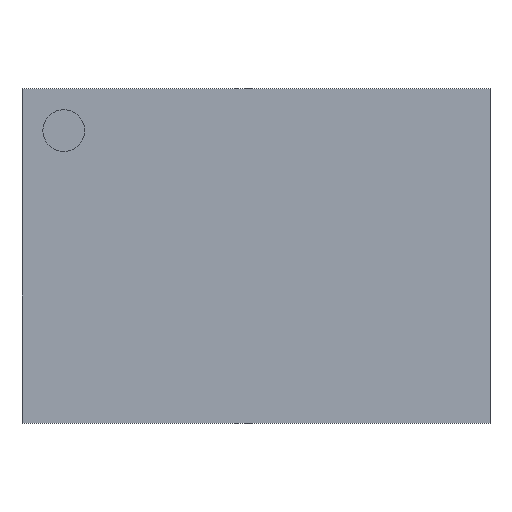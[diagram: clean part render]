
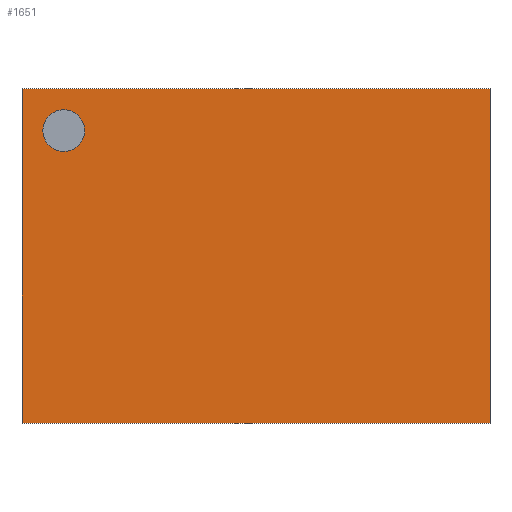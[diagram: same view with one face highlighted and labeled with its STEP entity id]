
A CAD part, top view. The second image highlights one B-rep face of the part: STEP entity #1651.
In plain terms, the highlighted planar face has unit normal (0, 0, 1).
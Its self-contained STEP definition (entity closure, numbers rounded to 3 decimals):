
#1462 = VERTEX_POINT('',#1463);
#1463 = CARTESIAN_POINT('',(-7.,-5.,1.7));
#1470 = PLANE('',#1471);
#1471 = AXIS2_PLACEMENT_3D('',#1472,#1473,#1474);
#1472 = CARTESIAN_POINT('',(-7.,-5.,0.54));
#1473 = DIRECTION('',(1.,0.,0.));
#1474 = DIRECTION('',(0.,0.,1.));
#1482 = PLANE('',#1483);
#1483 = AXIS2_PLACEMENT_3D('',#1484,#1485,#1486);
#1484 = CARTESIAN_POINT('',(-7.,-5.,0.54));
#1485 = DIRECTION('',(0.,1.,0.));
#1486 = DIRECTION('',(0.,0.,1.));
#1523 = VERTEX_POINT('',#1524);
#1524 = CARTESIAN_POINT('',(-7.,5.,1.7));
#1538 = PLANE('',#1539);
#1539 = AXIS2_PLACEMENT_3D('',#1540,#1541,#1542);
#1540 = CARTESIAN_POINT('',(-7.,5.,0.54));
#1541 = DIRECTION('',(0.,1.,0.));
#1542 = DIRECTION('',(0.,0.,1.));
#1550 = EDGE_CURVE('',#1462,#1523,#1551,.T.);
#1551 = SURFACE_CURVE('',#1552,(#1556,#1563),.PCURVE_S1.);
#1552 = LINE('',#1553,#1554);
#1553 = CARTESIAN_POINT('',(-7.,-5.,1.7));
#1554 = VECTOR('',#1555,1.);
#1555 = DIRECTION('',(0.,1.,0.));
#1556 = PCURVE('',#1470,#1557);
#1557 = DEFINITIONAL_REPRESENTATION('',(#1558),#1562);
#1558 = LINE('',#1559,#1560);
#1559 = CARTESIAN_POINT('',(1.16,0.));
#1560 = VECTOR('',#1561,1.);
#1561 = DIRECTION('',(0.,-1.));
#1562 = ( GEOMETRIC_REPRESENTATION_CONTEXT(2) 
PARAMETRIC_REPRESENTATION_CONTEXT() REPRESENTATION_CONTEXT('2D SPACE',''
  ) );
#1563 = PCURVE('',#1564,#1569);
#1564 = PLANE('',#1565);
#1565 = AXIS2_PLACEMENT_3D('',#1566,#1567,#1568);
#1566 = CARTESIAN_POINT('',(-7.,-5.,1.7));
#1567 = DIRECTION('',(0.,0.,1.));
#1568 = DIRECTION('',(1.,0.,0.));
#1569 = DEFINITIONAL_REPRESENTATION('',(#1570),#1574);
#1570 = LINE('',#1571,#1572);
#1571 = CARTESIAN_POINT('',(0.,0.));
#1572 = VECTOR('',#1573,1.);
#1573 = DIRECTION('',(0.,1.));
#1574 = ( GEOMETRIC_REPRESENTATION_CONTEXT(2) 
PARAMETRIC_REPRESENTATION_CONTEXT() REPRESENTATION_CONTEXT('2D SPACE',''
  ) );
#1603 = EDGE_CURVE('',#1462,#1604,#1606,.T.);
#1604 = VERTEX_POINT('',#1605);
#1605 = CARTESIAN_POINT('',(7.,-5.,1.7));
#1606 = SURFACE_CURVE('',#1607,(#1611,#1618),.PCURVE_S1.);
#1607 = LINE('',#1608,#1609);
#1608 = CARTESIAN_POINT('',(-7.,-5.,1.7));
#1609 = VECTOR('',#1610,1.);
#1610 = DIRECTION('',(1.,0.,0.));
#1611 = PCURVE('',#1482,#1612);
#1612 = DEFINITIONAL_REPRESENTATION('',(#1613),#1617);
#1613 = LINE('',#1614,#1615);
#1614 = CARTESIAN_POINT('',(1.16,0.));
#1615 = VECTOR('',#1616,1.);
#1616 = DIRECTION('',(0.,1.));
#1617 = ( GEOMETRIC_REPRESENTATION_CONTEXT(2) 
PARAMETRIC_REPRESENTATION_CONTEXT() REPRESENTATION_CONTEXT('2D SPACE',''
  ) );
#1618 = PCURVE('',#1564,#1619);
#1619 = DEFINITIONAL_REPRESENTATION('',(#1620),#1624);
#1620 = LINE('',#1621,#1622);
#1621 = CARTESIAN_POINT('',(0.,0.));
#1622 = VECTOR('',#1623,1.);
#1623 = DIRECTION('',(1.,0.));
#1624 = ( GEOMETRIC_REPRESENTATION_CONTEXT(2) 
PARAMETRIC_REPRESENTATION_CONTEXT() REPRESENTATION_CONTEXT('2D SPACE',''
  ) );
#1640 = PLANE('',#1641);
#1641 = AXIS2_PLACEMENT_3D('',#1642,#1643,#1644);
#1642 = CARTESIAN_POINT('',(7.,-5.,0.54));
#1643 = DIRECTION('',(1.,0.,0.));
#1644 = DIRECTION('',(0.,0.,1.));
#1651 = ADVANCED_FACE('',(#1652,#1700),#1564,.T.);
#1652 = FACE_BOUND('',#1653,.T.);
#1653 = EDGE_LOOP('',(#1654,#1655,#1656,#1679));
#1654 = ORIENTED_EDGE('',*,*,#1550,.F.);
#1655 = ORIENTED_EDGE('',*,*,#1603,.T.);
#1656 = ORIENTED_EDGE('',*,*,#1657,.T.);
#1657 = EDGE_CURVE('',#1604,#1658,#1660,.T.);
#1658 = VERTEX_POINT('',#1659);
#1659 = CARTESIAN_POINT('',(7.,5.,1.7));
#1660 = SURFACE_CURVE('',#1661,(#1665,#1672),.PCURVE_S1.);
#1661 = LINE('',#1662,#1663);
#1662 = CARTESIAN_POINT('',(7.,-5.,1.7));
#1663 = VECTOR('',#1664,1.);
#1664 = DIRECTION('',(0.,1.,0.));
#1665 = PCURVE('',#1564,#1666);
#1666 = DEFINITIONAL_REPRESENTATION('',(#1667),#1671);
#1667 = LINE('',#1668,#1669);
#1668 = CARTESIAN_POINT('',(14.,0.));
#1669 = VECTOR('',#1670,1.);
#1670 = DIRECTION('',(0.,1.));
#1671 = ( GEOMETRIC_REPRESENTATION_CONTEXT(2) 
PARAMETRIC_REPRESENTATION_CONTEXT() REPRESENTATION_CONTEXT('2D SPACE',''
  ) );
#1672 = PCURVE('',#1640,#1673);
#1673 = DEFINITIONAL_REPRESENTATION('',(#1674),#1678);
#1674 = LINE('',#1675,#1676);
#1675 = CARTESIAN_POINT('',(1.16,0.));
#1676 = VECTOR('',#1677,1.);
#1677 = DIRECTION('',(0.,-1.));
#1678 = ( GEOMETRIC_REPRESENTATION_CONTEXT(2) 
PARAMETRIC_REPRESENTATION_CONTEXT() REPRESENTATION_CONTEXT('2D SPACE',''
  ) );
#1679 = ORIENTED_EDGE('',*,*,#1680,.F.);
#1680 = EDGE_CURVE('',#1523,#1658,#1681,.T.);
#1681 = SURFACE_CURVE('',#1682,(#1686,#1693),.PCURVE_S1.);
#1682 = LINE('',#1683,#1684);
#1683 = CARTESIAN_POINT('',(-7.,5.,1.7));
#1684 = VECTOR('',#1685,1.);
#1685 = DIRECTION('',(1.,0.,0.));
#1686 = PCURVE('',#1564,#1687);
#1687 = DEFINITIONAL_REPRESENTATION('',(#1688),#1692);
#1688 = LINE('',#1689,#1690);
#1689 = CARTESIAN_POINT('',(0.,10.));
#1690 = VECTOR('',#1691,1.);
#1691 = DIRECTION('',(1.,0.));
#1692 = ( GEOMETRIC_REPRESENTATION_CONTEXT(2) 
PARAMETRIC_REPRESENTATION_CONTEXT() REPRESENTATION_CONTEXT('2D SPACE',''
  ) );
#1693 = PCURVE('',#1538,#1694);
#1694 = DEFINITIONAL_REPRESENTATION('',(#1695),#1699);
#1695 = LINE('',#1696,#1697);
#1696 = CARTESIAN_POINT('',(1.16,0.));
#1697 = VECTOR('',#1698,1.);
#1698 = DIRECTION('',(0.,1.));
#1699 = ( GEOMETRIC_REPRESENTATION_CONTEXT(2) 
PARAMETRIC_REPRESENTATION_CONTEXT() REPRESENTATION_CONTEXT('2D SPACE',''
  ) );
#1700 = FACE_BOUND('',#1701,.T.);
#1701 = EDGE_LOOP('',(#1702));
#1702 = ORIENTED_EDGE('',*,*,#1703,.F.);
#1703 = EDGE_CURVE('',#1704,#1704,#1706,.T.);
#1704 = VERTEX_POINT('',#1705);
#1705 = CARTESIAN_POINT('',(-5.125,3.75,1.7));
#1706 = SURFACE_CURVE('',#1707,(#1712,#1719),.PCURVE_S1.);
#1707 = CIRCLE('',#1708,0.625);
#1708 = AXIS2_PLACEMENT_3D('',#1709,#1710,#1711);
#1709 = CARTESIAN_POINT('',(-5.75,3.75,1.7));
#1710 = DIRECTION('',(0.,0.,1.));
#1711 = DIRECTION('',(1.,0.,0.));
#1712 = PCURVE('',#1564,#1713);
#1713 = DEFINITIONAL_REPRESENTATION('',(#1714),#1718);
#1714 = CIRCLE('',#1715,0.625);
#1715 = AXIS2_PLACEMENT_2D('',#1716,#1717);
#1716 = CARTESIAN_POINT('',(1.25,8.75));
#1717 = DIRECTION('',(1.,0.));
#1718 = ( GEOMETRIC_REPRESENTATION_CONTEXT(2) 
PARAMETRIC_REPRESENTATION_CONTEXT() REPRESENTATION_CONTEXT('2D SPACE',''
  ) );
#1719 = PCURVE('',#1720,#1725);
#1720 = CYLINDRICAL_SURFACE('',#1721,0.625);
#1721 = AXIS2_PLACEMENT_3D('',#1722,#1723,#1724);
#1722 = CARTESIAN_POINT('',(-5.75,3.75,1.53));
#1723 = DIRECTION('',(0.,0.,1.));
#1724 = DIRECTION('',(1.,0.,0.));
#1725 = DEFINITIONAL_REPRESENTATION('',(#1726),#1730);
#1726 = LINE('',#1727,#1728);
#1727 = CARTESIAN_POINT('',(0.,0.17));
#1728 = VECTOR('',#1729,1.);
#1729 = DIRECTION('',(1.,0.));
#1730 = ( GEOMETRIC_REPRESENTATION_CONTEXT(2) 
PARAMETRIC_REPRESENTATION_CONTEXT() REPRESENTATION_CONTEXT('2D SPACE',''
  ) );
